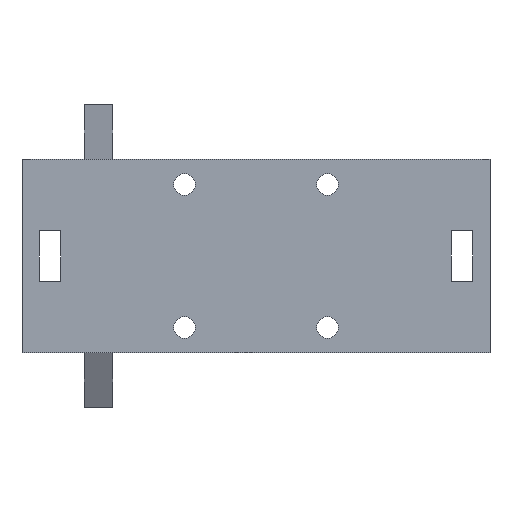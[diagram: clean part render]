
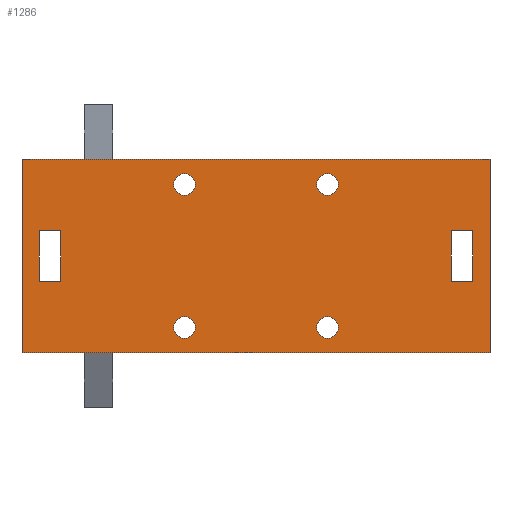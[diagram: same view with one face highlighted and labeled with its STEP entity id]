
A CAD part, front view. The second image highlights one B-rep face of the part: STEP entity #1286.
In plain terms, the highlighted planar face has unit normal (0, -1, 0).
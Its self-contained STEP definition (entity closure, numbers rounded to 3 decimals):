
#51=FACE_BOUND('',#270,.T.);
#52=FACE_BOUND('',#271,.T.);
#53=FACE_BOUND('',#272,.T.);
#54=FACE_BOUND('',#273,.T.);
#55=FACE_BOUND('',#274,.T.);
#56=FACE_BOUND('',#275,.T.);
#101=PLANE('',#1408);
#167=FACE_OUTER_BOUND('',#269,.T.);
#269=EDGE_LOOP('',(#1184,#1185,#1186,#1187));
#270=EDGE_LOOP('',(#1188,#1189,#1190,#1191));
#271=EDGE_LOOP('',(#1192,#1193,#1194,#1195));
#272=EDGE_LOOP('',(#1196));
#273=EDGE_LOOP('',(#1197));
#274=EDGE_LOOP('',(#1198));
#275=EDGE_LOOP('',(#1199));
#302=LINE('',#1832,#431);
#309=LINE('',#1846,#438);
#328=LINE('',#1893,#457);
#332=LINE('',#1901,#461);
#335=LINE('',#1907,#464);
#338=LINE('',#1912,#467);
#347=LINE('',#1932,#476);
#351=LINE('',#1940,#480);
#354=LINE('',#1946,#483);
#357=LINE('',#1951,#486);
#370=LINE('',#1979,#499);
#396=LINE('',#2059,#525);
#431=VECTOR('',#1479,10.);
#438=VECTOR('',#1488,10.);
#457=VECTOR('',#1523,10.);
#461=VECTOR('',#1529,10.);
#464=VECTOR('',#1534,10.);
#467=VECTOR('',#1539,10.);
#476=VECTOR('',#1556,10.);
#480=VECTOR('',#1562,10.);
#483=VECTOR('',#1567,10.);
#486=VECTOR('',#1572,10.);
#499=VECTOR('',#1601,10.);
#525=VECTOR('',#1697,10.);
#572=CIRCLE('',#1401,1.5);
#573=CIRCLE('',#1403,1.5);
#574=CIRCLE('',#1405,1.5);
#575=CIRCLE('',#1407,1.5);
#602=VERTEX_POINT('',#1829);
#603=VERTEX_POINT('',#1831);
#608=VERTEX_POINT('',#1843);
#609=VERTEX_POINT('',#1845);
#628=VERTEX_POINT('',#1891);
#629=VERTEX_POINT('',#1892);
#632=VERTEX_POINT('',#1900);
#634=VERTEX_POINT('',#1906);
#641=VERTEX_POINT('',#1930);
#642=VERTEX_POINT('',#1931);
#645=VERTEX_POINT('',#1939);
#647=VERTEX_POINT('',#1945);
#683=VERTEX_POINT('',#2089);
#684=VERTEX_POINT('',#2093);
#685=VERTEX_POINT('',#2097);
#686=VERTEX_POINT('',#2101);
#723=EDGE_CURVE('',#603,#602,#302,.T.);
#730=EDGE_CURVE('',#608,#609,#309,.T.);
#753=EDGE_CURVE('',#628,#629,#328,.T.);
#757=EDGE_CURVE('',#629,#632,#332,.T.);
#760=EDGE_CURVE('',#632,#634,#335,.T.);
#763=EDGE_CURVE('',#634,#628,#338,.T.);
#772=EDGE_CURVE('',#641,#642,#347,.T.);
#776=EDGE_CURVE('',#642,#645,#351,.T.);
#779=EDGE_CURVE('',#645,#647,#354,.T.);
#782=EDGE_CURVE('',#647,#641,#357,.T.);
#797=EDGE_CURVE('',#603,#608,#370,.F.);
#837=EDGE_CURVE('',#602,#609,#396,.T.);
#851=EDGE_CURVE('',#683,#683,#572,.T.);
#853=EDGE_CURVE('',#684,#684,#573,.T.);
#855=EDGE_CURVE('',#685,#685,#574,.T.);
#857=EDGE_CURVE('',#686,#686,#575,.T.);
#1184=ORIENTED_EDGE('',*,*,#797,.F.);
#1185=ORIENTED_EDGE('',*,*,#723,.T.);
#1186=ORIENTED_EDGE('',*,*,#837,.T.);
#1187=ORIENTED_EDGE('',*,*,#730,.F.);
#1188=ORIENTED_EDGE('',*,*,#760,.T.);
#1189=ORIENTED_EDGE('',*,*,#763,.T.);
#1190=ORIENTED_EDGE('',*,*,#753,.T.);
#1191=ORIENTED_EDGE('',*,*,#757,.T.);
#1192=ORIENTED_EDGE('',*,*,#779,.T.);
#1193=ORIENTED_EDGE('',*,*,#782,.T.);
#1194=ORIENTED_EDGE('',*,*,#772,.T.);
#1195=ORIENTED_EDGE('',*,*,#776,.T.);
#1196=ORIENTED_EDGE('',*,*,#851,.T.);
#1197=ORIENTED_EDGE('',*,*,#853,.T.);
#1198=ORIENTED_EDGE('',*,*,#855,.T.);
#1199=ORIENTED_EDGE('',*,*,#857,.T.);
#1286=ADVANCED_FACE('',(#167,#51,#52,#53,#54,#55,#56),#101,.F.);
#1401=AXIS2_PLACEMENT_3D('',#2091,#1737,#1738);
#1403=AXIS2_PLACEMENT_3D('',#2095,#1742,#1743);
#1405=AXIS2_PLACEMENT_3D('',#2099,#1747,#1748);
#1407=AXIS2_PLACEMENT_3D('',#2103,#1752,#1753);
#1408=AXIS2_PLACEMENT_3D('',#2104,#1754,#1755);
#1479=DIRECTION('',(1.,0.,0.));
#1488=DIRECTION('',(1.,0.,0.));
#1523=DIRECTION('',(1.,0.,0.));
#1529=DIRECTION('',(0.,0.,-1.));
#1534=DIRECTION('',(-1.,0.,0.));
#1539=DIRECTION('',(0.,0.,1.));
#1556=DIRECTION('',(1.,0.,0.));
#1562=DIRECTION('',(0.,0.,-1.));
#1567=DIRECTION('',(-1.,0.,0.));
#1572=DIRECTION('',(0.,0.,1.));
#1601=DIRECTION('',(0.,0.,-1.));
#1697=DIRECTION('',(0.,0.,1.));
#1737=DIRECTION('center_axis',(0.,1.,0.));
#1738=DIRECTION('ref_axis',(-1.,0.,0.));
#1742=DIRECTION('center_axis',(0.,1.,0.));
#1743=DIRECTION('ref_axis',(-1.,0.,0.));
#1747=DIRECTION('center_axis',(0.,1.,0.));
#1748=DIRECTION('ref_axis',(-1.,0.,0.));
#1752=DIRECTION('center_axis',(0.,1.,0.));
#1753=DIRECTION('ref_axis',(-1.,0.,0.));
#1754=DIRECTION('center_axis',(0.,1.,0.));
#1755=DIRECTION('ref_axis',(1.,0.,0.));
#1829=CARTESIAN_POINT('',(55.4,0.,0.));
#1831=CARTESIAN_POINT('',(-10.,0.,0.));
#1832=CARTESIAN_POINT('',(0.,0.,0.));
#1843=CARTESIAN_POINT('',(-10.,0.,27.));
#1845=CARTESIAN_POINT('',(55.4,0.,27.));
#1846=CARTESIAN_POINT('',(0.,0.,27.));
#1891=CARTESIAN_POINT('',(-7.6,0.,17.));
#1892=CARTESIAN_POINT('',(-4.6,0.,17.));
#1893=CARTESIAN_POINT('',(9.05,0.,17.));
#1900=CARTESIAN_POINT('',(-4.6,0.,10.));
#1901=CARTESIAN_POINT('',(-4.6,0.,11.75));
#1906=CARTESIAN_POINT('',(-7.6,0.,10.));
#1907=CARTESIAN_POINT('',(7.55,0.,10.));
#1912=CARTESIAN_POINT('',(-7.6,0.,15.25));
#1930=CARTESIAN_POINT('',(50.,0.,17.));
#1931=CARTESIAN_POINT('',(53.,0.,17.));
#1932=CARTESIAN_POINT('',(37.85,0.,17.));
#1939=CARTESIAN_POINT('',(53.,0.,10.));
#1940=CARTESIAN_POINT('',(53.,0.,11.75));
#1945=CARTESIAN_POINT('',(50.,0.,10.));
#1946=CARTESIAN_POINT('',(36.35,0.,10.));
#1951=CARTESIAN_POINT('',(50.,0.,15.25));
#1979=CARTESIAN_POINT('',(-10.,0.,6.75));
#2059=CARTESIAN_POINT('',(55.4,0.,20.25));
#2089=CARTESIAN_POINT('',(14.2,0.,23.5));
#2091=CARTESIAN_POINT('Origin',(12.7,0.,23.5));
#2093=CARTESIAN_POINT('',(34.2,0.,23.5));
#2095=CARTESIAN_POINT('Origin',(32.7,0.,23.5));
#2097=CARTESIAN_POINT('',(14.2,0.,3.5));
#2099=CARTESIAN_POINT('Origin',(12.7,0.,3.5));
#2101=CARTESIAN_POINT('',(34.2,0.,3.5));
#2103=CARTESIAN_POINT('Origin',(32.7,0.,3.5));
#2104=CARTESIAN_POINT('Origin',(22.7,0.,13.5));
